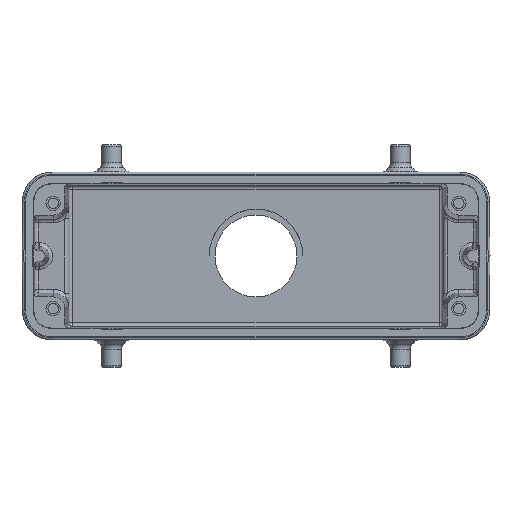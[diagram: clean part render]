
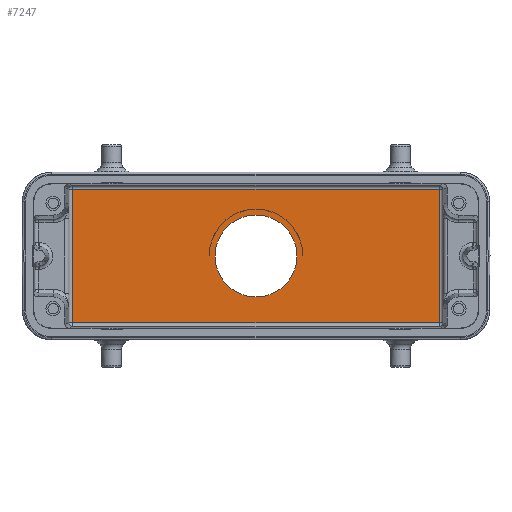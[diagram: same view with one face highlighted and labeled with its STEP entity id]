
A CAD part, front view. The second image highlights one B-rep face of the part: STEP entity #7247.
In plain terms, the highlighted planar face has unit normal (0, -1, 0).
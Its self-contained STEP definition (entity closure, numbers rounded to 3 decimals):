
#450=CARTESIAN_POINT('',(0.,52.,0.));
#451=DIRECTION('',(0.,-1.,0.));
#452=DIRECTION('',(-1.,0.,0.));
#453=AXIS2_PLACEMENT_3D('',#450,#451,#452);
#455=CARTESIAN_POINT('',(0.,52.,0.));
#456=DIRECTION('',(0.,-1.,0.));
#457=DIRECTION('',(1.,0.,0.));
#458=AXIS2_PLACEMENT_3D('',#455,#456,#457);
#460=CARTESIAN_POINT('',(0.,52.,0.049));
#461=DIRECTION('',(0.,-1.,0.));
#462=DIRECTION('',(1.,0.,-0.001));
#463=AXIS2_PLACEMENT_3D('',#460,#461,#462);
#465=CARTESIAN_POINT('',(0.,52.,0.));
#466=DIRECTION('',(0.,1.,0.));
#467=DIRECTION('',(-1.,0.,0.004));
#468=AXIS2_PLACEMENT_3D('',#465,#466,#467);
#470=DIRECTION('',(0.,0.,-1.));
#471=VECTOR('',#470,34.27);
#472=CARTESIAN_POINT('',(-47.,52.,17.135));
#473=LINE('',#472,#471);
#3096=DIRECTION('',(1.,0.,0.));
#3097=VECTOR('',#3096,94.);
#3098=CARTESIAN_POINT('',(-47.,52.,-17.135));
#3099=LINE('',#3098,#3097);
#3123=DIRECTION('',(0.,0.,1.));
#3124=VECTOR('',#3123,34.27);
#3125=CARTESIAN_POINT('',(47.,52.,-17.135));
#3126=LINE('',#3125,#3124);
#3146=DIRECTION('',(-1.,0.,0.));
#3147=VECTOR('',#3146,94.);
#3148=CARTESIAN_POINT('',(47.,52.,17.135));
#3149=LINE('',#3148,#3147);
#5327=CARTESIAN_POINT('',(-10.5,52.,0.));
#5328=CARTESIAN_POINT('',(10.5,52.,0.));
#5329=VERTEX_POINT('',#5327);
#5330=VERTEX_POINT('',#5328);
#5331=CARTESIAN_POINT('',(-47.,52.,17.135));
#5332=CARTESIAN_POINT('',(-47.,52.,-17.135));
#5333=VERTEX_POINT('',#5331);
#5334=VERTEX_POINT('',#5332);
#5335=CARTESIAN_POINT('',(47.,52.,17.135));
#5336=VERTEX_POINT('',#5335);
#5337=CARTESIAN_POINT('',(47.,52.,-17.135));
#5338=VERTEX_POINT('',#5337);
#5339=CARTESIAN_POINT('',(12.,52.,0.043));
#5340=CARTESIAN_POINT('',(-12.,52.,0.049));
#5341=VERTEX_POINT('',#5339);
#5342=VERTEX_POINT('',#5340);
#7221=CARTESIAN_POINT('',(57.,52.,-18.5));
#7222=DIRECTION('',(0.,1.,0.));
#7223=DIRECTION('',(1.,0.,0.));
#7224=AXIS2_PLACEMENT_3D('',#7221,#7222,#7223);
#7225=PLANE('',#7224);
#7227=ORIENTED_EDGE('',*,*,#7226,.F.);
#7229=ORIENTED_EDGE('',*,*,#7228,.F.);
#7231=ORIENTED_EDGE('',*,*,#7230,.F.);
#7233=ORIENTED_EDGE('',*,*,#7232,.F.);
#7234=EDGE_LOOP('',(#7227,#7229,#7231,#7233));
#7235=FACE_OUTER_BOUND('',#7234,.F.);
#7236=ORIENTED_EDGE('',*,*,#7211,.T.);
#7238=ORIENTED_EDGE('',*,*,#7237,.T.);
#7239=EDGE_LOOP('',(#7236,#7238));
#7240=FACE_BOUND('',#7239,.F.);
#7242=ORIENTED_EDGE('',*,*,#7241,.T.);
#7244=ORIENTED_EDGE('',*,*,#7243,.T.);
#7245=EDGE_LOOP('',(#7242,#7244));
#7246=FACE_BOUND('',#7245,.F.);
#7247=ADVANCED_FACE('',(#7235,#7240,#7246),#7225,.F.);
#454=CIRCLE('',#453,10.5);
#459=CIRCLE('',#458,10.5);
#464=CIRCLE('',#463,12.);
#469=CIRCLE('',#468,12.);
#7211=EDGE_CURVE('',#5329,#5330,#454,.T.);
#7226=EDGE_CURVE('',#5333,#5334,#473,.T.);
#7228=EDGE_CURVE('',#5336,#5333,#3149,.T.);
#7230=EDGE_CURVE('',#5338,#5336,#3126,.T.);
#7232=EDGE_CURVE('',#5334,#5338,#3099,.T.);
#7237=EDGE_CURVE('',#5330,#5329,#459,.T.);
#7241=EDGE_CURVE('',#5341,#5342,#464,.T.);
#7243=EDGE_CURVE('',#5342,#5341,#469,.T.);
